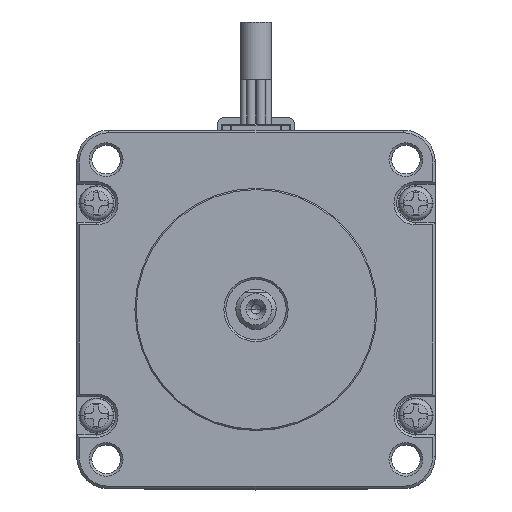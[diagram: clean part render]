
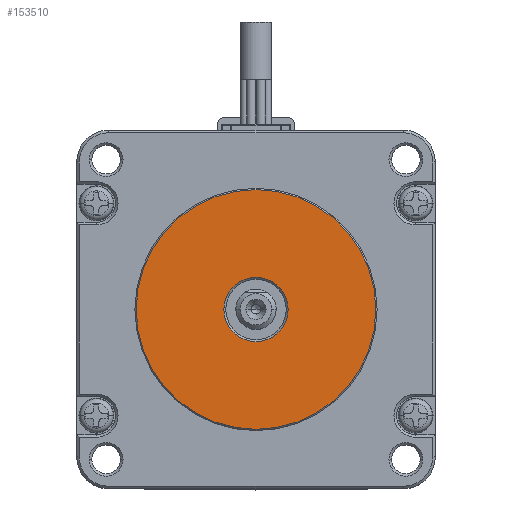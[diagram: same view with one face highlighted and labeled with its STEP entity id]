
A CAD part, top view. The second image highlights one B-rep face of the part: STEP entity #153510.
In plain terms, the highlighted planar face has unit normal (0, 0, 1).
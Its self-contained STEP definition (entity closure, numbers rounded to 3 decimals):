
#153160=CARTESIAN_POINT('',(-19.076,-19.076,1.6));
#153170=DIRECTION('',(0.,0.,1.));
#153180=DIRECTION('',(1.,0.,-0.));
#153190=AXIS2_PLACEMENT_3D('',#153160,#153170,#153180);
#153200=PLANE('',#153190);
#153210=CARTESIAN_POINT('',(0.,0.,
1.6));
#153220=DIRECTION('',(-0.,-0.,1.));
#153230=DIRECTION('',(-1.,0.,-0.));
#153240=AXIS2_PLACEMENT_3D('',#153210,#153220,#153230);
#153250=CIRCLE('',#153240,18.85);
#153260=CARTESIAN_POINT('',(18.85,0.,1.6));
#153270=VERTEX_POINT('',#153260);
#153280=CARTESIAN_POINT('',(-18.85,0.,1.6));
#153290=VERTEX_POINT('',#153280);
#153300=EDGE_CURVE('',#153270,#153290,#153250,.T.);
#153310=ORIENTED_EDGE('',*,*,#153300,.T.);
#153320=EDGE_CURVE('',#153290,#153270,#153250,.T.);
#153330=ORIENTED_EDGE('',*,*,#153320,.T.);
#153340=EDGE_LOOP('',(#153330,#153310));
#153350=FACE_OUTER_BOUND('',#153340,.T.);
#153360=CARTESIAN_POINT('',(0.,0.,1.6
));
#153370=DIRECTION('',(-0.,-0.,-1.));
#153380=DIRECTION('',(1.,0.,0.));
#153390=AXIS2_PLACEMENT_3D('',#153360,#153370,#153380);
#153400=CIRCLE('',#153390,5.05);
#153410=CARTESIAN_POINT('',(5.05,0.,
1.6));
#153420=VERTEX_POINT('',#153410);
#153430=CARTESIAN_POINT('',(-5.05,0.,1.6)
);
#153440=VERTEX_POINT('',#153430);
#153450=EDGE_CURVE('',#153420,#153440,#153400,.T.);
#153460=ORIENTED_EDGE('',*,*,#153450,.T.);
#153470=EDGE_CURVE('',#153440,#153420,#153400,.T.);
#153480=ORIENTED_EDGE('',*,*,#153470,.T.);
#153490=EDGE_LOOP('',(#153480,#153460));
#153500=FACE_BOUND('',#153490,.T.);
#153510=ADVANCED_FACE('',(#153350,#153500),#153200,.T.);
